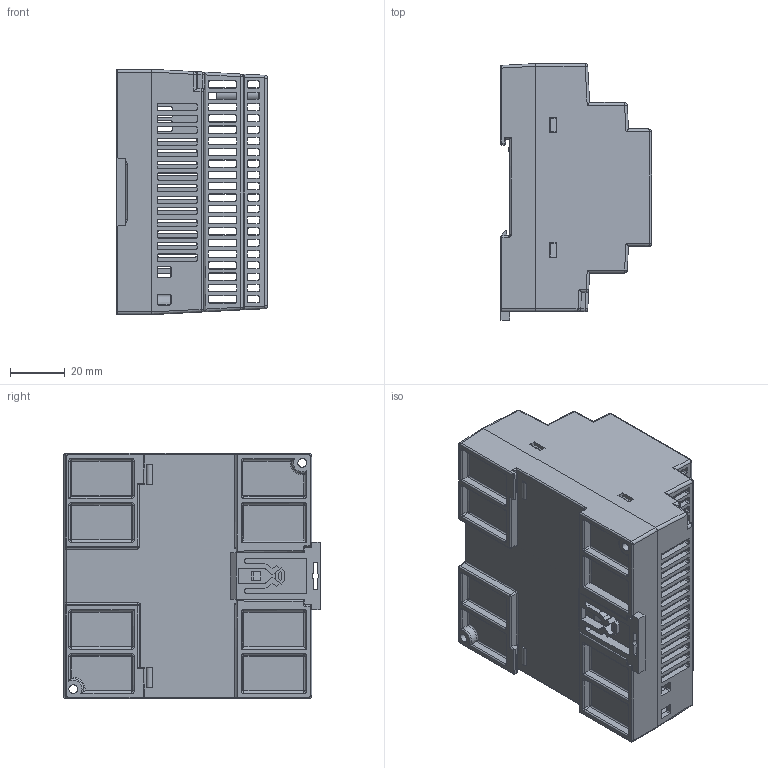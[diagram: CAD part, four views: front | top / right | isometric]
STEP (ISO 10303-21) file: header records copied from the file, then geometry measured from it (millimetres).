
FILE_DESCRIPTION (( 'STEP AP214' ), '1' );
FILE_NAME ('PSL-12-090.STEP', '2018-05-10T10:30:14', ( '' ), ( '' ), 'SwSTEP 2.0', 'SolidWorks 2017', '' );
FILE_SCHEMA (( 'AUTOMOTIVE_DESIGN' ));
Length unit declared in the file: inch
Products named in the file (1): PSL-12-090
Bounding box: 55.5 x 94.15 x 90 mm (x, y, z)
Volume: 62696.2 mm3; surface area: 71152.5 mm2
Topology: 4 solids, 4 shells, 1701 faces, 4768 edges, 3052 vertices
Faces by surface type: plane 817, cylinder 722, bspline 120, cone 40, torus 2
Full cylindrical faces by diameter (mm): 2.5 x2, 3.2 x4, 3.95 x2, 4 x1, 5.3 x1, 5.5 x1, 6 x1
Entity records: 71511 total; most frequent: CARTESIAN_POINT 32342, ORIENTED_EDGE 9408, DIRECTION 5939, EDGE_CURVE 4704, VERTEX_POINT 3035, VECTOR 2333, LINE 2333, B_SPLINE_CURVE_WITH_KNOTS 2038
